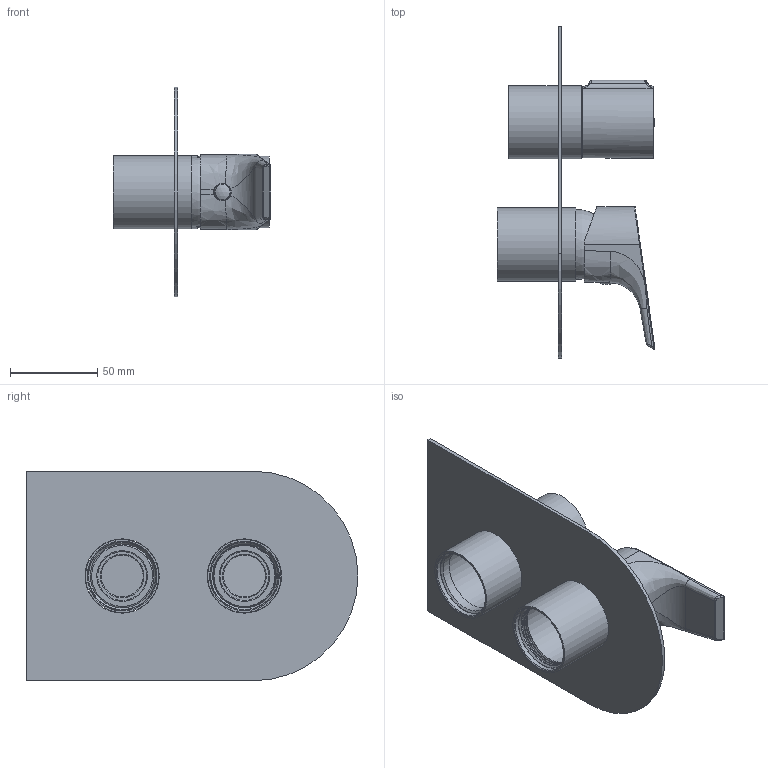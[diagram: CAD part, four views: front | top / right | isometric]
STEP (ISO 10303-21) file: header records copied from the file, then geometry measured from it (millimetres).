
FILE_DESCRIPTION (( 'STEP AP203' ), '1' );
FILE_NAME ('21CP02419.STEP', '2021-03-22T08:41:29', ( '' ), ( '' ), 'SwSTEP 2.0', 'SolidWorks 2018', '' );
FILE_SCHEMA (( 'CONFIG_CONTROL_DESIGN' ));
Length unit declared in the file: millimetre
Products named in the file (1): 21CP02419
Bounding box: 90.41 x 190 x 120 mm (x, y, z)
Volume: 104098.9 mm3; surface area: 102297 mm2
Topology: 10 solids, 10 shells, 233 faces, 536 edges, 342 vertices
Faces by surface type: plane 79, cylinder 68, cone 44, bspline 30, torus 7, sphere 5
Full cylindrical faces by diameter (mm): 6.8 x1, 9.5 x1, 10 x1, 24 x2, 25.6 x1, 28 x2, 28.6 x1, 31 x2, 31.6 x1, 32 x2, 34.5 x1, 35.8 x2, 36.5 x1, 36.9 x2, 37 x1, 39 x4, 41 x1, 42 x2, 42.5 x2
Entity records: 9974 total; most frequent: CARTESIAN_POINT 5276, ORIENTED_EDGE 914, DIRECTION 881, EDGE_CURVE 457, AXIS2_PLACEMENT_3D 379, EDGE_LOOP 327, VERTEX_POINT 326, FACE_OUTER_BOUND 268
